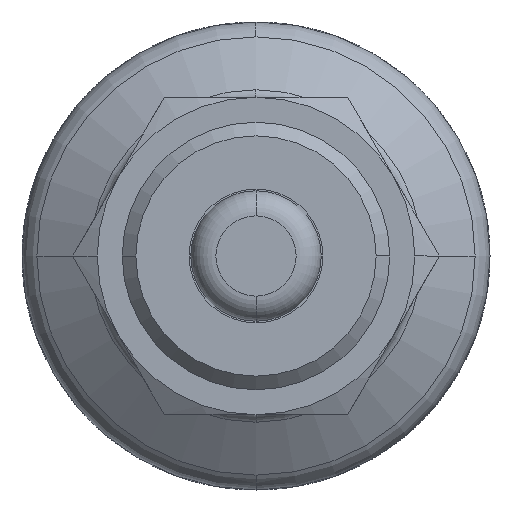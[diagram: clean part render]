
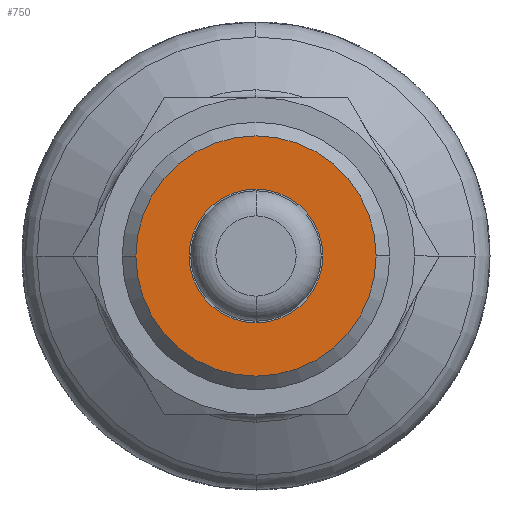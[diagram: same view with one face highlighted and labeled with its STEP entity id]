
A CAD part, front view. The second image highlights one B-rep face of the part: STEP entity #750.
In plain terms, the highlighted planar face has unit normal (0, -1, 0).
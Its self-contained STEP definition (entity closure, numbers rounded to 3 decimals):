
#750=ADVANCED_FACE('',(#2114,#2115),#2116,.T.);
#2114=FACE_BOUND('',#4092,.T.);
#2115=FACE_OUTER_BOUND('',#4093,.T.);
#2116=PLANE('',#4094);
#4092=EDGE_LOOP('',(#6242,#6243));
#4093=EDGE_LOOP('',(#6244,#6245));
#4094=AXIS2_PLACEMENT_3D('',#6246,#6247,#6248);
#6242=ORIENTED_EDGE('',*,*,#12525,.T.);
#6243=ORIENTED_EDGE('',*,*,#12526,.T.);
#6244=ORIENTED_EDGE('',*,*,#12426,.F.);
#6245=ORIENTED_EDGE('',*,*,#12520,.F.);
#6246=CARTESIAN_POINT('',(-3.594,0.,0.0));
#6247=DIRECTION('',(0.,-1.0,0.0));
#6248=DIRECTION('',(1.0,0.,-0.0));
#12426=EDGE_CURVE('',#15011,#15013,#15014,.T.);
#12520=EDGE_CURVE('',#15013,#15011,#15142,.T.);
#12525=EDGE_CURVE('',#15147,#15148,#15149,.T.);
#12526=EDGE_CURVE('',#15148,#15147,#15150,.T.);
#15011=VERTEX_POINT('',#18882);
#15013=VERTEX_POINT('',#18885);
#15014=CIRCLE('',#18886,7.188);
#15142=CIRCLE('',#19293,7.188);
#15147=VERTEX_POINT('',#19298);
#15148=VERTEX_POINT('',#19299);
#15149=CIRCLE('',#19300,4.0);
#15150=CIRCLE('',#19301,4.0);
#18882=CARTESIAN_POINT('',(-7.188,0.,0.0));
#18885=CARTESIAN_POINT('',(7.188,0.,0.));
#18886=AXIS2_PLACEMENT_3D('',#24020,#24021,#24022);
#19293=AXIS2_PLACEMENT_3D('',#24110,#24111,#24112);
#19298=CARTESIAN_POINT('',(4.0,0.0,0.0));
#19299=CARTESIAN_POINT('',(-4.0,0.,0.));
#19300=AXIS2_PLACEMENT_3D('',#24116,#24117,#24118);
#19301=AXIS2_PLACEMENT_3D('',#24119,#24120,#24121);
#24020=CARTESIAN_POINT('',(0.0,0.0,0.0));
#24021=DIRECTION('',(0.,1.0,0.0));
#24022=DIRECTION('',(-1.0,0.,0.0));
#24110=CARTESIAN_POINT('',(0.0,0.0,0.0));
#24111=DIRECTION('',(0.,1.0,0.0));
#24112=DIRECTION('',(-1.0,0.,0.0));
#24116=CARTESIAN_POINT('',(0.0,0.0,0.0));
#24117=DIRECTION('',(0.,1.0,0.0));
#24118=DIRECTION('',(1.0,0.,0.0));
#24119=CARTESIAN_POINT('',(0.0,0.0,0.0));
#24120=DIRECTION('',(0.,1.0,0.0));
#24121=DIRECTION('',(1.0,0.,0.0));
